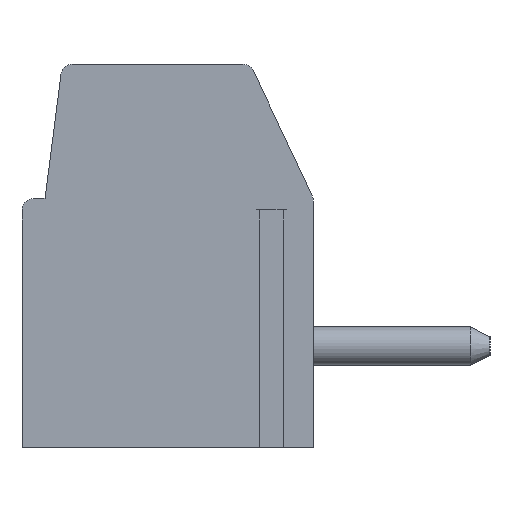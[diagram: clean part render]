
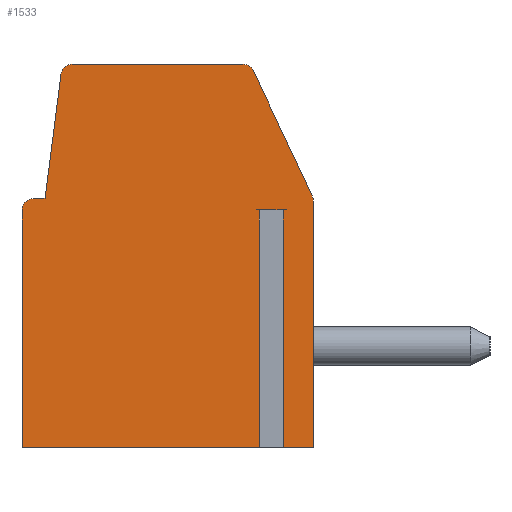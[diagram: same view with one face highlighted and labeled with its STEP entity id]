
A CAD part, left-side view. The second image highlights one B-rep face of the part: STEP entity #1533.
In plain terms, the highlighted planar face has unit normal (-1, 0, 0).
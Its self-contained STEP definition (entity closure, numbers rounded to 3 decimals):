
#44 = CARTESIAN_POINT ( 'NONE',  ( -5., 7.15, 6.5 ) ) ;
#177 = VERTEX_POINT ( 'NONE', #3957 ) ;
#273 = EDGE_CURVE ( 'NONE', #8251, #177, #1137, .T. ) ;
#279 = ORIENTED_EDGE ( 'NONE', *, *, #7622, .F. ) ;
#296 = CARTESIAN_POINT ( 'NONE',  ( -5., 0.15, 6.7 ) ) ;
#302 = CARTESIAN_POINT ( 'NONE',  ( -5., 6.436, 10. ) ) ;
#368 = CARTESIAN_POINT ( 'NONE',  ( -5., 1.99, 10. ) ) ;
#425 = VERTEX_POINT ( 'NONE', #302 ) ;
#450 = CARTESIAN_POINT ( 'NONE',  ( -5., 1.8, 10. ) ) ;
#629 = EDGE_CURVE ( 'NONE', #2363, #6567, #3902, .T. ) ;
#632 = DIRECTION ( 'NONE',  ( 0., -1., 0. ) ) ;
#765 = ORIENTED_EDGE ( 'NONE', *, *, #273, .F. ) ;
#831 = VECTOR ( 'NONE', #5322, 1000. ) ;
#836 = LINE ( 'NONE', #6885, #3885 ) ;
#912 = EDGE_CURVE ( 'NONE', #8251, #4279, #7823, .T. ) ;
#981 = EDGE_CURVE ( 'NONE', #4152, #2363, #8875, .T. ) ;
#991 = VECTOR ( 'NONE', #4546, 1000. ) ;
#1027 = CARTESIAN_POINT ( 'NONE',  ( -5., 0.15, 0. ) ) ;
#1082 = DIRECTION ( 'NONE',  ( 0., 0., -1. ) ) ;
#1132 = CARTESIAN_POINT ( 'NONE',  ( -5., 7.75, 0. ) ) ;
#1137 = LINE ( 'NONE', #450, #3694 ) ;
#1533 = ADVANCED_FACE ( 'NONE', ( #2795 ), #9051, .F. ) ;
#1686 = DIRECTION ( 'NONE',  ( -1., 0., 0. ) ) ;
#1707 = DIRECTION ( 'NONE',  ( 0., 0., -1. ) ) ;
#1872 = ORIENTED_EDGE ( 'NONE', *, *, #6551, .T. ) ;
#1983 = VECTOR ( 'NONE', #4587, 1000. ) ;
#2007 = ORIENTED_EDGE ( 'NONE', *, *, #2730, .F. ) ;
#2068 = CARTESIAN_POINT ( 'NONE',  ( -5., 7.45, 6.5 ) ) ;
#2183 = LINE ( 'NONE', #7686, #2437 ) ;
#2216 = DIRECTION ( 'NONE',  ( 0., 0., -1. ) ) ;
#2363 = VERTEX_POINT ( 'NONE', #4968 ) ;
#2369 = VERTEX_POINT ( 'NONE', #44 ) ;
#2374 = DIRECTION ( 'NONE',  ( 0., 0., -1. ) ) ;
#2437 = VECTOR ( 'NONE', #4964, 1000. ) ;
#2442 = CIRCLE ( 'NONE', #5223, 0.3 ) ;
#2501 = CARTESIAN_POINT ( 'NONE',  ( -5., 6.734, 9.738 ) ) ;
#2637 = ORIENTED_EDGE ( 'NONE', *, *, #4172, .F. ) ;
#2730 = EDGE_CURVE ( 'NONE', #5345, #5221, #3763, .T. ) ;
#2795 = FACE_OUTER_BOUND ( 'NONE', #7243, .T. ) ;
#2825 = VECTOR ( 'NONE', #4651, 1000. ) ;
#2857 = VERTEX_POINT ( 'NONE', #2068 ) ;
#3013 = AXIS2_PLACEMENT_3D ( 'NONE', #8618, #5162, #2374 ) ;
#3158 = EDGE_CURVE ( 'NONE', #6567, #4084, #5855, .T. ) ;
#3231 = ORIENTED_EDGE ( 'NONE', *, *, #8243, .T. ) ;
#3431 = VERTEX_POINT ( 'NONE', #5846 ) ;
#3490 = ORIENTED_EDGE ( 'NONE', *, *, #912, .T. ) ;
#3557 = ORIENTED_EDGE ( 'NONE', *, *, #3158, .F. ) ;
#3566 = VERTEX_POINT ( 'NONE', #6802 ) ;
#3663 = EDGE_CURVE ( 'NONE', #3431, #4152, #2183, .T. ) ;
#3694 = VECTOR ( 'NONE', #3915, 1000. ) ;
#3763 = LINE ( 'NONE', #296, #4770 ) ;
#3764 = DIRECTION ( 'NONE',  ( 0., 0., -1. ) ) ;
#3820 = ORIENTED_EDGE ( 'NONE', *, *, #5656, .T. ) ;
#3857 = AXIS2_PLACEMENT_3D ( 'NONE', #7409, #1686, #8095 ) ;
#3885 = VECTOR ( 'NONE', #632, 1000. ) ;
#3902 = LINE ( 'NONE', #7346, #6630 ) ;
#3915 = DIRECTION ( 'NONE',  ( 0., -0.426, -0.905 ) ) ;
#3948 = CARTESIAN_POINT ( 'NONE',  ( -5., 7.15, 6.5 ) ) ;
#3957 = CARTESIAN_POINT ( 'NONE',  ( -5., 0.198, 6.601 ) ) ;
#4013 = EDGE_CURVE ( 'NONE', #2369, #4622, #8810, .T. ) ;
#4084 = VERTEX_POINT ( 'NONE', #5726 ) ;
#4087 = CARTESIAN_POINT ( 'NONE',  ( -5., 0., 0. ) ) ;
#4152 = VERTEX_POINT ( 'NONE', #4387 ) ;
#4172 = EDGE_CURVE ( 'NONE', #2857, #2369, #836, .T. ) ;
#4279 = VERTEX_POINT ( 'NONE', #368 ) ;
#4322 = ORIENTED_EDGE ( 'NONE', *, *, #4013, .F. ) ;
#4336 = CARTESIAN_POINT ( 'NONE',  ( -5., 6.65, 10. ) ) ;
#4387 = CARTESIAN_POINT ( 'NONE',  ( -5., 1.56, 6.2 ) ) ;
#4546 = DIRECTION ( 'NONE',  ( 0., -1., 0. ) ) ;
#4587 = DIRECTION ( 'NONE',  ( 0., 1., 0. ) ) ;
#4622 = VERTEX_POINT ( 'NONE', #2501 ) ;
#4651 = DIRECTION ( 'NONE',  ( 0., 0., -1. ) ) ;
#4720 = DIRECTION ( 'NONE',  ( 0., 1., 0. ) ) ;
#4770 = VECTOR ( 'NONE', #1707, 1000. ) ;
#4903 = EDGE_CURVE ( 'NONE', #425, #4279, #8562, .T. ) ;
#4964 = DIRECTION ( 'NONE',  ( 0., 1., 0. ) ) ;
#4968 = CARTESIAN_POINT ( 'NONE',  ( -5., 1.56, 0. ) ) ;
#5162 = DIRECTION ( 'NONE',  ( -1., 0., 0. ) ) ;
#5221 = VERTEX_POINT ( 'NONE', #1027 ) ;
#5223 = AXIS2_PLACEMENT_3D ( 'NONE', #6611, #7453, #1082 ) ;
#5301 = AXIS2_PLACEMENT_3D ( 'NONE', #7809, #6928, #2216 ) ;
#5322 = DIRECTION ( 'NONE',  ( 0., -0.128, 0.992 ) ) ;
#5345 = VERTEX_POINT ( 'NONE', #6103 ) ;
#5656 = EDGE_CURVE ( 'NONE', #5345, #177, #9032, .T. ) ;
#5684 = DIRECTION ( 'NONE',  ( 0., 0., -1. ) ) ;
#5726 = CARTESIAN_POINT ( 'NONE',  ( -5., 7.75, 6.2 ) ) ;
#5846 = CARTESIAN_POINT ( 'NONE',  ( -5., 0.94, 6.2 ) ) ;
#5855 = LINE ( 'NONE', #8652, #7421 ) ;
#5908 = CARTESIAN_POINT ( 'NONE',  ( -5., 0.94, 6.2 ) ) ;
#6076 = VECTOR ( 'NONE', #3764, 1000. ) ;
#6089 = ORIENTED_EDGE ( 'NONE', *, *, #7922, .T. ) ;
#6103 = CARTESIAN_POINT ( 'NONE',  ( -5., 0.15, 6.388 ) ) ;
#6319 = CARTESIAN_POINT ( 'NONE',  ( -5., 6.436, 9.7 ) ) ;
#6365 = DIRECTION ( 'NONE',  ( -1., 0., 0. ) ) ;
#6422 = ORIENTED_EDGE ( 'NONE', *, *, #981, .F. ) ;
#6517 = ORIENTED_EDGE ( 'NONE', *, *, #3663, .F. ) ;
#6551 = EDGE_CURVE ( 'NONE', #2857, #4084, #2442, .T. ) ;
#6555 = LINE ( 'NONE', #5908, #6076 ) ;
#6567 = VERTEX_POINT ( 'NONE', #1132 ) ;
#6611 = CARTESIAN_POINT ( 'NONE',  ( -5., 7.45, 6.2 ) ) ;
#6630 = VECTOR ( 'NONE', #4720, 1000. ) ;
#6714 = CARTESIAN_POINT ( 'NONE',  ( -5., 1.56, 6.2 ) ) ;
#6802 = CARTESIAN_POINT ( 'NONE',  ( -5., 0.94, 0. ) ) ;
#6885 = CARTESIAN_POINT ( 'NONE',  ( -5., 7.75, 6.5 ) ) ;
#6928 = DIRECTION ( 'NONE',  ( 1., 0., 0. ) ) ;
#7096 = ORIENTED_EDGE ( 'NONE', *, *, #629, .F. ) ;
#7243 = EDGE_LOOP ( 'NONE', ( #6517, #6089, #279, #2007, #3820, #765, #3490, #9053, #3231, #4322, #2637, #1872, #3557, #7096, #6422 ) ) ;
#7256 = CIRCLE ( 'NONE', #9023, 0.3 ) ;
#7346 = CARTESIAN_POINT ( 'NONE',  ( -5., 0., 0. ) ) ;
#7409 = CARTESIAN_POINT ( 'NONE',  ( -5., 1.99, 9.7 ) ) ;
#7421 = VECTOR ( 'NONE', #7561, 1000. ) ;
#7453 = DIRECTION ( 'NONE',  ( -1., 0., 0. ) ) ;
#7488 = LINE ( 'NONE', #4087, #1983 ) ;
#7561 = DIRECTION ( 'NONE',  ( 0., 0., 1. ) ) ;
#7622 = EDGE_CURVE ( 'NONE', #5221, #3566, #7488, .T. ) ;
#7686 = CARTESIAN_POINT ( 'NONE',  ( -5., 0.94, 6.2 ) ) ;
#7809 = CARTESIAN_POINT ( 'NONE',  ( -5., 4.9, 3.275 ) ) ;
#7823 = CIRCLE ( 'NONE', #3857, 0.3 ) ;
#7922 = EDGE_CURVE ( 'NONE', #3431, #3566, #6555, .T. ) ;
#8095 = DIRECTION ( 'NONE',  ( 0., 0., -1. ) ) ;
#8243 = EDGE_CURVE ( 'NONE', #425, #4622, #7256, .T. ) ;
#8251 = VERTEX_POINT ( 'NONE', #8482 ) ;
#8482 = CARTESIAN_POINT ( 'NONE',  ( -5., 1.719, 9.828 ) ) ;
#8562 = LINE ( 'NONE', #4336, #991 ) ;
#8618 = CARTESIAN_POINT ( 'NONE',  ( -5., 0.65, 6.388 ) ) ;
#8652 = CARTESIAN_POINT ( 'NONE',  ( -5., 7.75, 0. ) ) ;
#8810 = LINE ( 'NONE', #3948, #831 ) ;
#8875 = LINE ( 'NONE', #6714, #2825 ) ;
#9023 = AXIS2_PLACEMENT_3D ( 'NONE', #6319, #6365, #5684 ) ;
#9032 = CIRCLE ( 'NONE', #3013, 0.5 ) ;
#9051 = PLANE ( 'NONE',  #5301 ) ;
#9053 = ORIENTED_EDGE ( 'NONE', *, *, #4903, .F. ) ;
